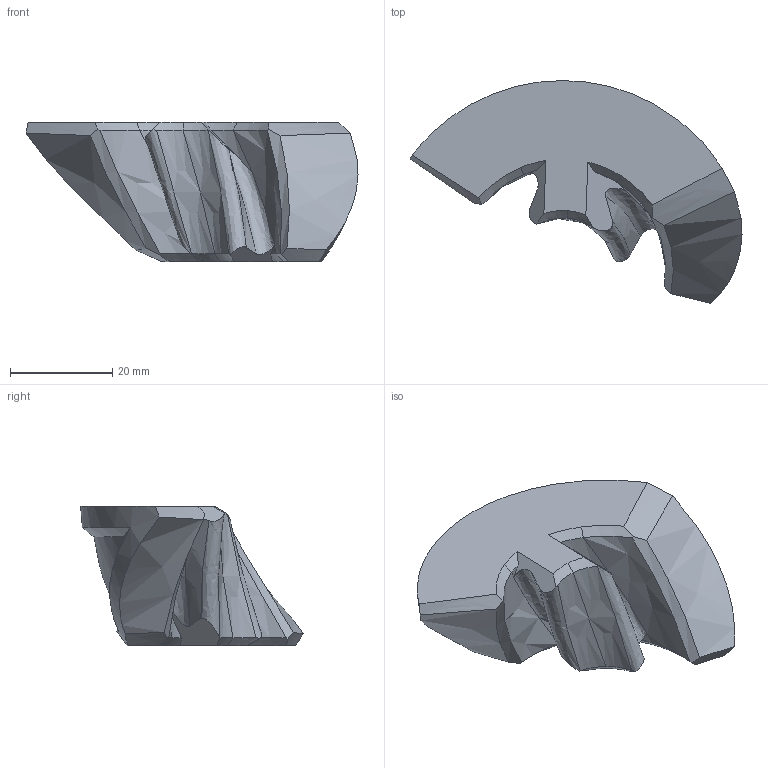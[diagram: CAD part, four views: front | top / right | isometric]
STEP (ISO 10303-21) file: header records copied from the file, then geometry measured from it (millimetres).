
FILE_DESCRIPTION(/* description */ (''),/* implementation_level */ '2;1');
FILE_NAME(/* name */ 'Maker''s Muse/Footage/2020/Easter Egg 2020/Final Puzzle Egg/Step Files/Side Bottom.step',/* time_stamp */ '2020-04-02T00:35:57+11:00',/* author */ (''),/* organization */ (''),/* preprocessor_version */ 'ST-DEVELOPER v18',/* originating_system */ 'Autodesk Translation Framework v8.12.0.6',/* authorisation */ '');
FILE_SCHEMA (('AUTOMOTIVE_DESIGN { 1 0 10303 214 3 1 1 }'));
Length unit declared in the file: millimetre
Products named in the file (1): Side Bottom
Bounding box: 64.8 x 43.45 x 27.13 mm (x, y, z)
Volume: 22764.1 mm3; surface area: 6148.7 mm2
Topology: 1 solids, 1 shells, 47 faces, 122 edges, 78 vertices
Faces by surface type: bspline 33, plane 6, cone 4, cylinder 4
Entity records: 2498 total; most frequent: CARTESIAN_POINT 1605, ORIENTED_EDGE 244, EDGE_CURVE 122, B_SPLINE_CURVE_WITH_KNOTS 95, VERTEX_POINT 78, DIRECTION 64, EDGE_LOOP 48, FACE_OUTER_BOUND 47
